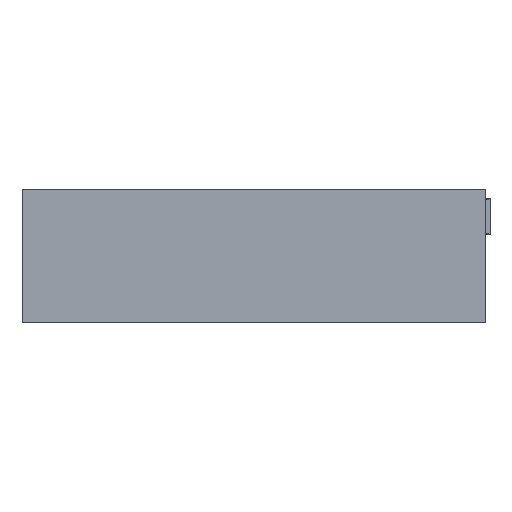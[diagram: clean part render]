
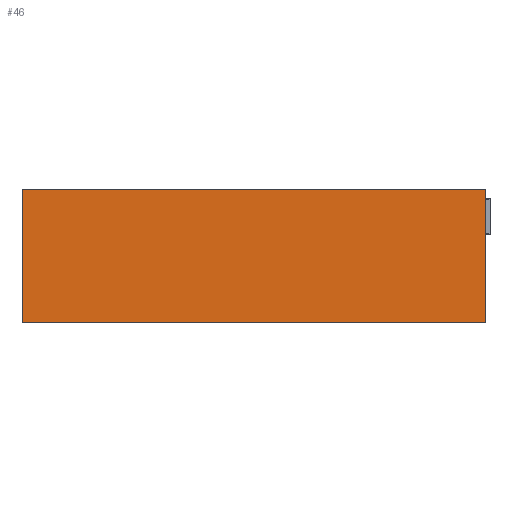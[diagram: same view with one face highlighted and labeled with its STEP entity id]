
A CAD part, left-side view. The second image highlights one B-rep face of the part: STEP entity #46.
In plain terms, the highlighted planar face has unit normal (-1, 0, 0).
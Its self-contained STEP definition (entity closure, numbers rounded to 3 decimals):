
#46 = ADVANCED_FACE( '', ( #200 ), #201, .F. );
#200 = FACE_OUTER_BOUND( '', #516, .T. );
#201 = PLANE( '', #517 );
#516 = EDGE_LOOP( '', ( #3172, #3173, #3174, #3175 ) );
#517 = AXIS2_PLACEMENT_3D( '', #3176, #3177, #3178 );
#3172 = ORIENTED_EDGE( '', *, *, #4241, .T. );
#3173 = ORIENTED_EDGE( '', *, *, #4242, .F. );
#3174 = ORIENTED_EDGE( '', *, *, #4243, .F. );
#3175 = ORIENTED_EDGE( '', *, *, #4244, .T. );
#3176 = CARTESIAN_POINT( '', ( -244.475, -165.1, 27.689 ) );
#3177 = DIRECTION( '', ( 1., 0., 0. ) );
#3178 = DIRECTION( '', ( 0., 0., -1. ) );
#4241 = EDGE_CURVE( '', #4612, #4613, #4614, .T. );
#4242 = EDGE_CURVE( '', #4615, #4613, #4616, .T. );
#4243 = EDGE_CURVE( '', #4617, #4615, #4618, .T. );
#4244 = EDGE_CURVE( '', #4617, #4612, #4619, .T. );
#4612 = VERTEX_POINT( '', #5213 );
#4613 = VERTEX_POINT( '', #5214 );
#4614 = LINE( '', #5215, #5216 );
#4615 = VERTEX_POINT( '', #5217 );
#4616 = LINE( '', #5218, #5219 );
#4617 = VERTEX_POINT( '', #5220 );
#4618 = LINE( '', #5221, #5222 );
#4619 = LINE( '', #5223, #5224 );
#5213 = CARTESIAN_POINT( '', ( -244.475, 165.1, 27.689 ) );
#5214 = CARTESIAN_POINT( '', ( -244.475, 165.1, -67.561 ) );
#5215 = CARTESIAN_POINT( '', ( -244.475, 165.1, 27.689 ) );
#5216 = VECTOR( '', #7259, 1000. );
#5217 = CARTESIAN_POINT( '', ( -244.475, -165.1, -67.561 ) );
#5218 = CARTESIAN_POINT( '', ( -244.475, -165.1, -67.561 ) );
#5219 = VECTOR( '', #7260, 1000. );
#5220 = CARTESIAN_POINT( '', ( -244.475, -165.1, 27.689 ) );
#5221 = CARTESIAN_POINT( '', ( -244.475, -165.1, 27.689 ) );
#5222 = VECTOR( '', #7261, 1000. );
#5223 = CARTESIAN_POINT( '', ( -244.475, -165.1, 27.689 ) );
#5224 = VECTOR( '', #7262, 1000. );
#7259 = DIRECTION( '', ( 0., 0., -1. ) );
#7260 = DIRECTION( '', ( 0., 1., 0. ) );
#7261 = DIRECTION( '', ( 0., 0., -1. ) );
#7262 = DIRECTION( '', ( 0., 1., 0. ) );
